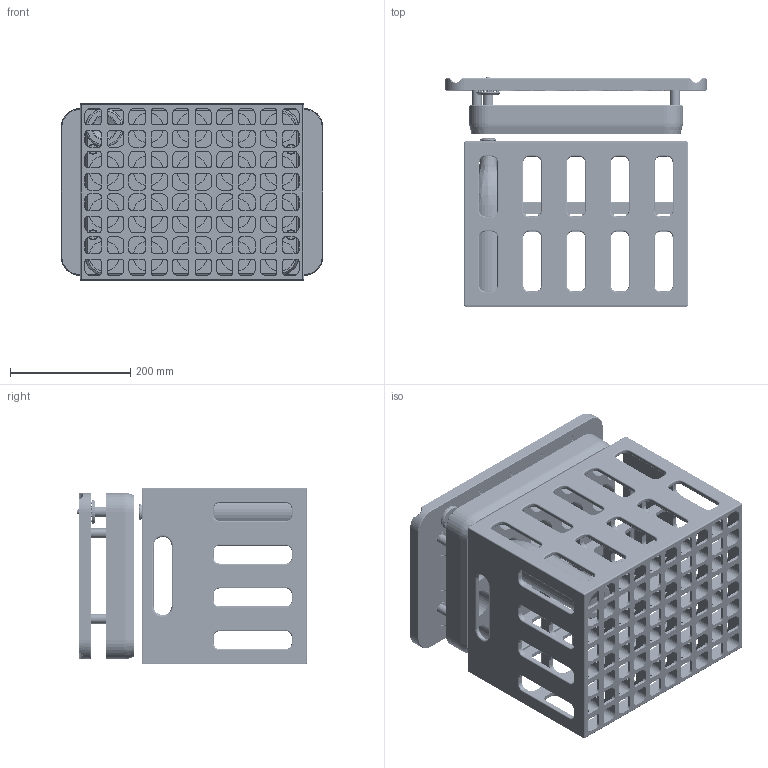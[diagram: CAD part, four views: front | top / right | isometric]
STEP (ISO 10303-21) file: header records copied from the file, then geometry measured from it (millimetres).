
FILE_DESCRIPTION (( 'STEP AP214' ), '1' );
FILE_NAME ('Zapf-Hans neues Konzept 07-2015.STEP', '2015-07-23T19:29:57', ( '' ), ( '' ), 'SwSTEP 2.0', 'SolidWorks 2011', '' );
FILE_SCHEMA (( 'AUTOMOTIVE_DESIGN' ));
Length unit declared in the file: millimetre
Products named in the file (15): Bier-Kasten_1; Bolzen_1; Einsatzgruppe_1; Verschluss oben aussen_1; Verschluss geschraubt unten_1; Abstandsschrauben 2mm_1; Feder_1; Verschluss oben innen_1; Flasche_1; Druckring_1; Verschluss unten_1; Gummi_1; Druckplatte_1; Deckplatte_1; Zapf-Hans neues Konzept 07-2015
Assembly tree (20 placements, depth 3):
  Zapf-Hans neues Konzept 07-2015
    Bolzen_1  x4
    Druckplatte_1
    Deckplatte_1
    Bier-Kasten_1
    Einsatzgruppe_1
      Feder_1
      Verschluss oben innen_1
      Abstandsschrauben 2mm_1  x4
      Verschluss oben aussen_1
      Gummi_1
      Verschluss unten_1
      Flasche_1
      Verschluss geschraubt unten_1
      Druckring_1
Bounding box: 436 x 382 x 294.9 mm (x, y, z)
Volume: 8713909.9 mm3; surface area: 1911169.2 mm2
Topology: 19 solids, 19 shells, 2933 faces, 7641 edges, 4724 vertices
Faces by surface type: cylinder 1427, plane 688, bspline 432, cone 386
Entity records: 102787 total; most frequent: CARTESIAN_POINT 31681, DIRECTION 15261, ORIENTED_EDGE 14718, EDGE_CURVE 7359, AXIS2_PLACEMENT_3D 5866, VERTEX_POINT 4574, VECTOR 3529, LINE 3529
